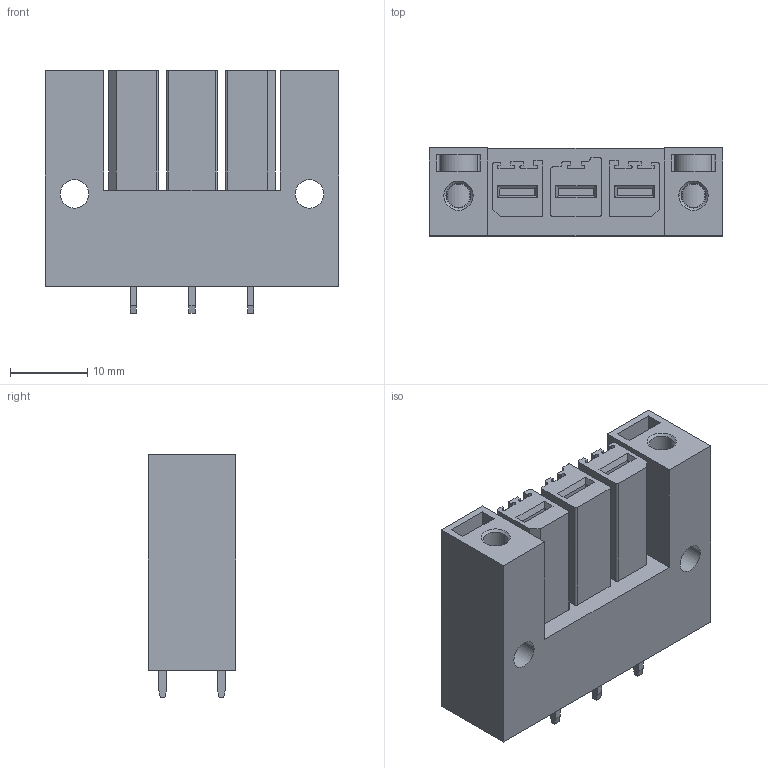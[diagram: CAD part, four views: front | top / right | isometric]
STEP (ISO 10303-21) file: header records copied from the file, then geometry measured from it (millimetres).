
FILE_DESCRIPTION(('CATIA V5 STEP','CAx-IF Rec.Pracs.--- Model Styling and Organization---1.2---2011-12-15'),'2;1');
FILE_NAME ('D1459291_0_1928850000_1928850000.stp','2018-09-06T04:54:56+00:00',('none'),('Weidmueller'),'CATIA Version 5-6 Release 2014','CATIA V5 STEP AP214','none');
FILE_SCHEMA(('AUTOMOTIVE_DESIGN { 1 0 10303 214 1 1 1 1 }'));
Length unit declared in the file: millimetre
Products named in the file (1): 1928850000
Bounding box: 38.1 x 11.4 x 31.5 mm (x, y, z)
Volume: 8503.1 mm3; surface area: 6388.5 mm2
Topology: 7 solids, 7 shells, 237 faces, 613 edges, 402 vertices
Faces by surface type: plane 181, cylinder 52, cone 4
Entity records: 6682 total; most frequent: ORIENTED_EDGE 1226, CARTESIAN_POINT 1185, DIRECTION 915, EDGE_CURVE 613, VECTOR 493, LINE 493, VERTEX_POINT 402, AXIS2_PLACEMENT_3D 266
